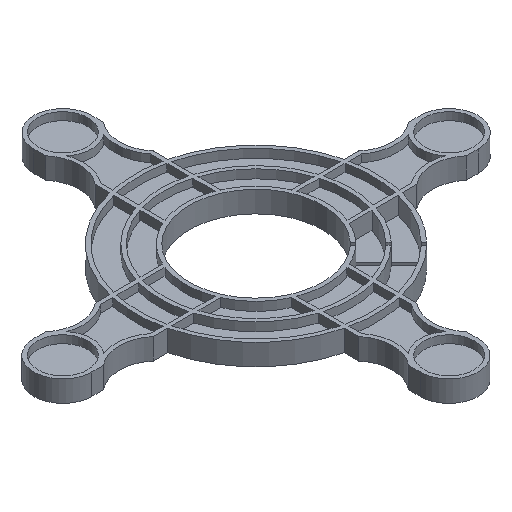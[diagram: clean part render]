
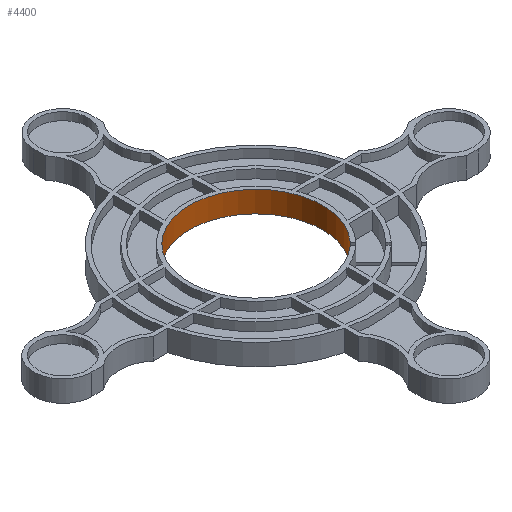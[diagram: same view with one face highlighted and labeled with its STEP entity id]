
A CAD part, isometric view. The second image highlights one B-rep face of the part: STEP entity #4400.
In plain terms, the highlighted cylindrical face has radius 34.5 mm (diameter 69 mm), a partial arc.
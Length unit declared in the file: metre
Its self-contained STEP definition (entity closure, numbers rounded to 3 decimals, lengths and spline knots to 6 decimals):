
#212=CIRCLE('',#4736,0.0345);
#213=CIRCLE('',#4737,0.0345);
#516=ORIENTED_EDGE('',*,*,#1812,.T.);
#517=ORIENTED_EDGE('',*,*,#1813,.T.);
#518=ORIENTED_EDGE('',*,*,#1814,.F.);
#519=ORIENTED_EDGE('',*,*,#1815,.T.);
#1812=EDGE_CURVE('',#2456,#2457,#212,.T.);
#1813=EDGE_CURVE('',#2457,#2458,#2848,.T.);
#1814=EDGE_CURVE('',#2459,#2458,#213,.T.);
#1815=EDGE_CURVE('',#2459,#2456,#2849,.F.);
#2456=VERTEX_POINT('',#6830);
#2457=VERTEX_POINT('',#6831);
#2458=VERTEX_POINT('',#6833);
#2459=VERTEX_POINT('',#6835);
#2848=LINE('',#6832,#3256);
#2849=LINE('',#6836,#3257);
#3256=VECTOR('',#5389,1.);
#3257=VECTOR('',#5392,1.);
#3642=EDGE_LOOP('',(#516,#517,#518,#519));
#3960=FACE_BOUND('',#3642,.T.);
#4270=CYLINDRICAL_SURFACE('',#4735,0.0345);
#4400=ADVANCED_FACE('',(#3960),#4270,.F.);
#4735=AXIS2_PLACEMENT_3D('',#6828,#5385,#5386);
#4736=AXIS2_PLACEMENT_3D('',#6829,#5387,#5388);
#4737=AXIS2_PLACEMENT_3D('',#6834,#5390,#5391);
#5385=DIRECTION('',(0.,0.,-1.));
#5386=DIRECTION('',(-1.,0.,0.));
#5387=DIRECTION('',(0.,0.,1.));
#5388=DIRECTION('',(1.,0.,0.));
#5389=DIRECTION('',(0.,0.,-1.));
#5390=DIRECTION('',(0.,0.,1.));
#5391=DIRECTION('',(1.,0.,0.));
#5392=DIRECTION('',(0.,0.,-1.));
#6828=CARTESIAN_POINT('',(0.,0.,0.0055));
#6829=CARTESIAN_POINT('',(0.,0.,0.0055));
#6830=CARTESIAN_POINT('',(0.025092,-0.023678,0.0055));
#6831=CARTESIAN_POINT('',(0.023678,-0.025092,0.0055));
#6832=CARTESIAN_POINT('',(0.023678,-0.025092,0.0055));
#6833=CARTESIAN_POINT('',(0.023678,-0.025092,-0.0055));
#6834=CARTESIAN_POINT('',(0.,0.,-0.0055));
#6835=CARTESIAN_POINT('',(0.025092,-0.023678,-0.0055));
#6836=CARTESIAN_POINT('',(0.025092,-0.023678,0.0055));
